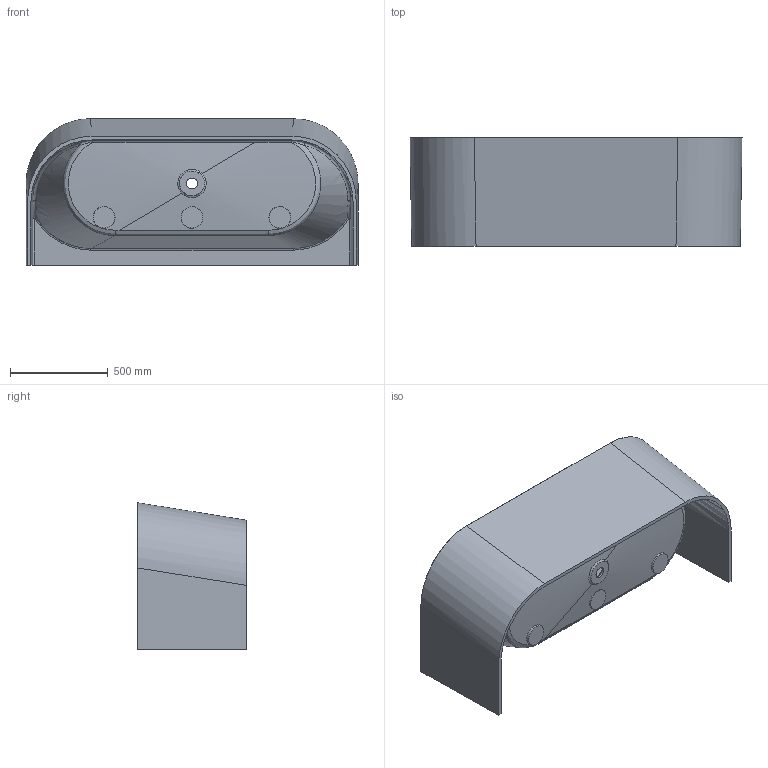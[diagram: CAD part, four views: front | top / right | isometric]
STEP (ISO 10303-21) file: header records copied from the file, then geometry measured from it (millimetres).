
FILE_DESCRIPTION (( 'STEP AP214' ), '1' );
FILE_NAME ('Bali.STEP', '2020-04-22T09:05:50', ( '' ), ( '' ), 'SwSTEP 2.0', 'SolidWorks 2018', '' );
FILE_SCHEMA (( 'AUTOMOTIVE_DESIGN' ));
Length unit declared in the file: millimetre
Products named in the file (1): Bali
Bounding box: 1700 x 555 x 750 mm (x, y, z)
Volume: 70904216.7 mm3; surface area: 6377983.8 mm2
Topology: 1 solids, 1 shells, 72 faces, 190 edges, 122 vertices
Faces by surface type: bspline 36, plane 16, cylinder 10, cone 8, sphere 2
Entity records: 19218 total; most frequent: CARTESIAN_POINT 17702, ORIENTED_EDGE 376, DIRECTION 207, EDGE_CURVE 188, VERTEX_POINT 122, B_SPLINE_CURVE_WITH_KNOTS 95, AXIS2_PLACEMENT_3D 81, EDGE_LOOP 78
